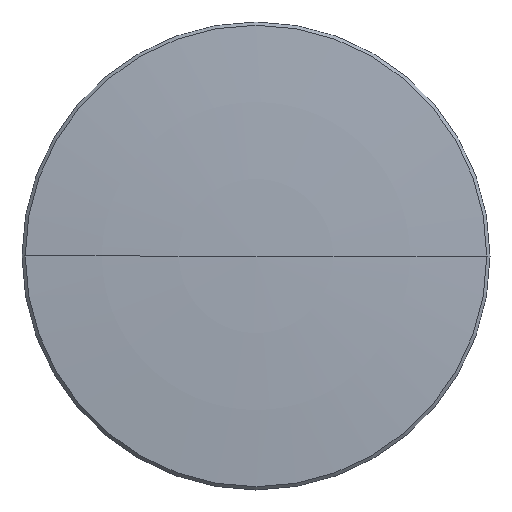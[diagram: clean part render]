
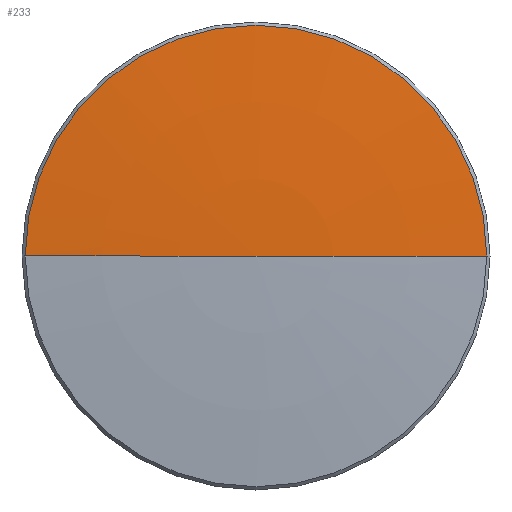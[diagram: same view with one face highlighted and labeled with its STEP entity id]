
A CAD part, left-side view. The second image highlights one B-rep face of the part: STEP entity #233.
In plain terms, the highlighted toroidal (fillet/blend) face has major radius 0.082 mm and minor radius 150 mm.
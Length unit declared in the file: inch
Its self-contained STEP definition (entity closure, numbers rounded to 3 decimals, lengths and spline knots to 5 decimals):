
#1 = CARTESIAN_POINT ( 'NONE',  ( -0.0689, 0., 0. ) ) ;
#10 = EDGE_CURVE ( 'NONE', #255, #230, #20, .T. ) ;
#20 = CIRCLE ( 'NONE', #313, 0.49304 ) ;
#22 = CARTESIAN_POINT ( 'NONE',  ( 5.83661, 0., 0. ) ) ;
#45 = DIRECTION ( 'NONE',  ( -1., 0., 0. ) ) ;
#57 = DIRECTION ( 'NONE',  ( -1., 0., 0. ) ) ;
#67 = DIRECTION ( 'NONE',  ( 0., 0., -1. ) ) ;
#69 = ORIENTED_EDGE ( 'NONE', *, *, #287, .T. ) ;
#81 = AXIS2_PLACEMENT_3D ( 'NONE', #22, #57, #262 ) ;
#93 = CARTESIAN_POINT ( 'NONE',  ( 5.83661, -0.00322, 0. ) ) ;
#97 = CARTESIAN_POINT ( 'NONE',  ( -0.04855, -0.49304, 0. ) ) ;
#125 = AXIS2_PLACEMENT_3D ( 'NONE', #311, #304, #321 ) ;
#144 = FACE_OUTER_BOUND ( 'NONE', #303, .T. ) ;
#151 = VERTEX_POINT ( 'NONE', #1 ) ;
#177 = DIRECTION ( 'NONE',  ( -1., 0., 0. ) ) ;
#183 = TOROIDAL_SURFACE ( 'NONE', #81, 0.00322, 5.90551 ) ;
#193 = EDGE_CURVE ( 'NONE', #255, #151, #241, .T. ) ;
#194 = CIRCLE ( 'NONE', #125, 5.90551 ) ;
#200 = ORIENTED_EDGE ( 'NONE', *, *, #10, .T. ) ;
#210 = DIRECTION ( 'NONE',  ( 0., -1., 0. ) ) ;
#214 = ORIENTED_EDGE ( 'NONE', *, *, #193, .F. ) ;
#224 = CARTESIAN_POINT ( 'NONE',  ( -0.04855, 0.49304, 0. ) ) ;
#230 = VERTEX_POINT ( 'NONE', #224 ) ;
#233 = ADVANCED_FACE ( 'NONE', ( #144 ), #183, .T. ) ;
#241 = CIRCLE ( 'NONE', #329, 5.90551 ) ;
#255 = VERTEX_POINT ( 'NONE', #97 ) ;
#262 = DIRECTION ( 'NONE',  ( 0., -1., 0. ) ) ;
#278 = CARTESIAN_POINT ( 'NONE',  ( -0.04855, 0., 0. ) ) ;
#287 = EDGE_CURVE ( 'NONE', #230, #151, #194, .T. ) ;
#303 = EDGE_LOOP ( 'NONE', ( #200, #69, #214 ) ) ;
#304 = DIRECTION ( 'NONE',  ( 0., 0., 1. ) ) ;
#311 = CARTESIAN_POINT ( 'NONE',  ( 5.83661, 0.00322, 0. ) ) ;
#313 = AXIS2_PLACEMENT_3D ( 'NONE', #278, #45, #210 ) ;
#321 = DIRECTION ( 'NONE',  ( 0., -1., 0. ) ) ;
#329 = AXIS2_PLACEMENT_3D ( 'NONE', #93, #67, #177 ) ;
